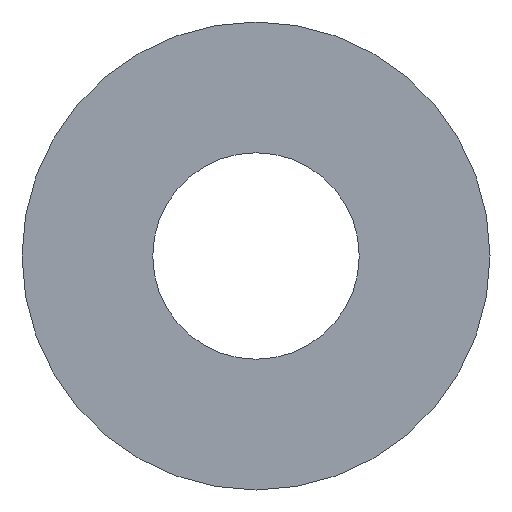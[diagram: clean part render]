
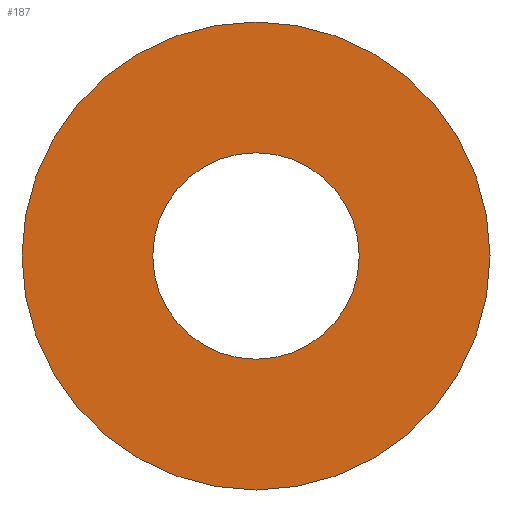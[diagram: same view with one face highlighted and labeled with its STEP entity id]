
A CAD part, front view. The second image highlights one B-rep face of the part: STEP entity #187.
In plain terms, the highlighted planar face has unit normal (0, -1, 0).
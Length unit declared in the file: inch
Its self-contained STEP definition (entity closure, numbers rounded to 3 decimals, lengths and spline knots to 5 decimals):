
#7 = EDGE_LOOP ( 'NONE', ( #156, #159 ) ) ;
#10 = CARTESIAN_POINT ( 'NONE',  ( 0., 0., 0.13386 ) ) ;
#11 = DIRECTION ( 'NONE',  ( 0., 1., 0. ) ) ;
#19 = DIRECTION ( 'NONE',  ( 0., 0., 1. ) ) ;
#29 = CARTESIAN_POINT ( 'NONE',  ( 0., 0., 0. ) ) ;
#33 = AXIS2_PLACEMENT_3D ( 'NONE', #92, #169, #19 ) ;
#35 = DIRECTION ( 'NONE',  ( 0., 1., 0. ) ) ;
#38 = CARTESIAN_POINT ( 'NONE',  ( 0., 0., -0.13386 ) ) ;
#53 = VERTEX_POINT ( 'NONE', #250 ) ;
#54 = DIRECTION ( 'NONE',  ( 0., 1., 0. ) ) ;
#61 = AXIS2_PLACEMENT_3D ( 'NONE', #29, #11, #87 ) ;
#69 = EDGE_CURVE ( 'NONE', #53, #82, #247, .T. ) ;
#71 = EDGE_CURVE ( 'NONE', #82, #53, #83, .T. ) ;
#73 = DIRECTION ( 'NONE',  ( 0., 0., 1. ) ) ;
#82 = VERTEX_POINT ( 'NONE', #160 ) ;
#83 = CIRCLE ( 'NONE', #94, 0.05906 ) ;
#87 = DIRECTION ( 'NONE',  ( 0., 0., 1. ) ) ;
#92 = CARTESIAN_POINT ( 'NONE',  ( 0., 0., 0. ) ) ;
#94 = AXIS2_PLACEMENT_3D ( 'NONE', #246, #35, #108 ) ;
#104 = AXIS2_PLACEMENT_3D ( 'NONE', #147, #54, #73 ) ;
#108 = DIRECTION ( 'NONE',  ( 0., 0., 1. ) ) ;
#113 = FACE_BOUND ( 'NONE', #7, .T. ) ;
#123 = VERTEX_POINT ( 'NONE', #10 ) ;
#128 = DIRECTION ( 'NONE',  ( 0., 1., 0. ) ) ;
#136 = PLANE ( 'NONE',  #181 ) ;
#137 = ORIENTED_EDGE ( 'NONE', *, *, #155, .F. ) ;
#147 = CARTESIAN_POINT ( 'NONE',  ( 0., 0., 0. ) ) ;
#150 = CARTESIAN_POINT ( 'NONE',  ( 0., 0., 0. ) ) ;
#155 = EDGE_CURVE ( 'NONE', #218, #123, #168, .T. ) ;
#156 = ORIENTED_EDGE ( 'NONE', *, *, #71, .T. ) ;
#159 = ORIENTED_EDGE ( 'NONE', *, *, #69, .T. ) ;
#160 = CARTESIAN_POINT ( 'NONE',  ( 0., 0., -0.05906 ) ) ;
#164 = ORIENTED_EDGE ( 'NONE', *, *, #242, .F. ) ;
#168 = CIRCLE ( 'NONE', #61, 0.13386 ) ;
#169 = DIRECTION ( 'NONE',  ( 0., 1., 0. ) ) ;
#181 = AXIS2_PLACEMENT_3D ( 'NONE', #150, #128, #192 ) ;
#187 = ADVANCED_FACE ( 'NONE', ( #235, #113 ), #136, .F. ) ;
#192 = DIRECTION ( 'NONE',  ( 0., 0., 1. ) ) ;
#218 = VERTEX_POINT ( 'NONE', #38 ) ;
#233 = EDGE_LOOP ( 'NONE', ( #137, #164 ) ) ;
#235 = FACE_OUTER_BOUND ( 'NONE', #233, .T. ) ;
#239 = CIRCLE ( 'NONE', #33, 0.13386 ) ;
#242 = EDGE_CURVE ( 'NONE', #123, #218, #239, .T. ) ;
#246 = CARTESIAN_POINT ( 'NONE',  ( 0., 0., 0. ) ) ;
#247 = CIRCLE ( 'NONE', #104, 0.05906 ) ;
#250 = CARTESIAN_POINT ( 'NONE',  ( 0., 0., 0.05906 ) ) ;
